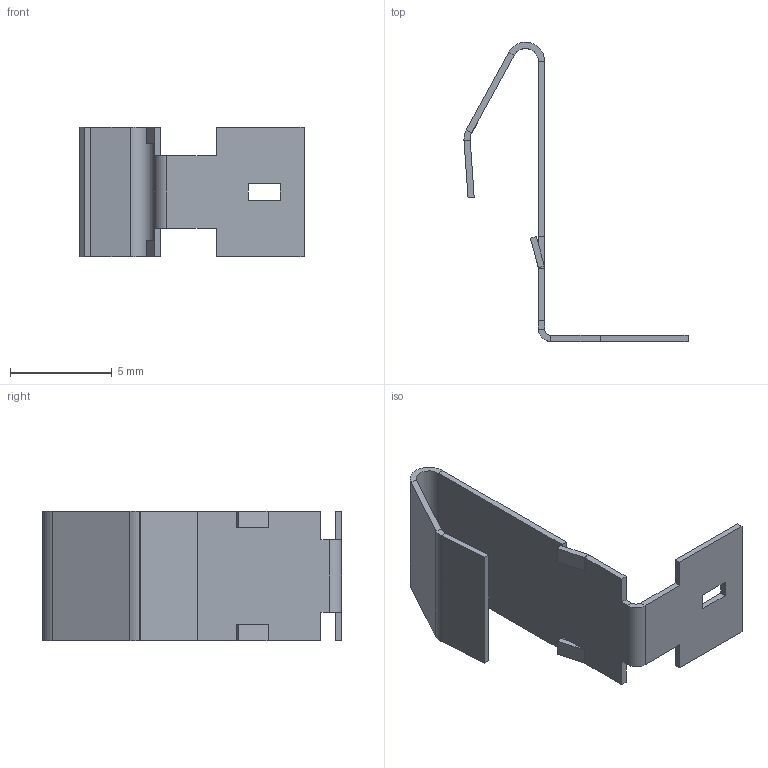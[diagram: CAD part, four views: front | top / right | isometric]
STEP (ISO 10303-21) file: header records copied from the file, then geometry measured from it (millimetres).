
FILE_DESCRIPTION (( 'STEP AP214' ), '1' );
FILE_NAME ('1016-1.STEP', '2015-01-22T20:42:57', ( '' ), ( '' ), 'SwSTEP 2.0', 'SolidWorks 2013', '' );
FILE_SCHEMA (( 'AUTOMOTIVE_DESIGN' ));
Length unit declared in the file: inch
Products named in the file (1): 1016-1
Bounding box: 11 x 14.68 x 6.35 mm (x, y, z)
Volume: 55.2 mm3; surface area: 390.3 mm2
Topology: 1 solids, 1 shells, 70 faces, 164 edges, 96 vertices
Faces by surface type: plane 58, cylinder 12
Entity records: 1978 total; most frequent: CARTESIAN_POINT 331, DIRECTION 330, ORIENTED_EDGE 328, EDGE_CURVE 164, LINE 140, VECTOR 140, VERTEX_POINT 96, AXIS2_PLACEMENT_3D 95
